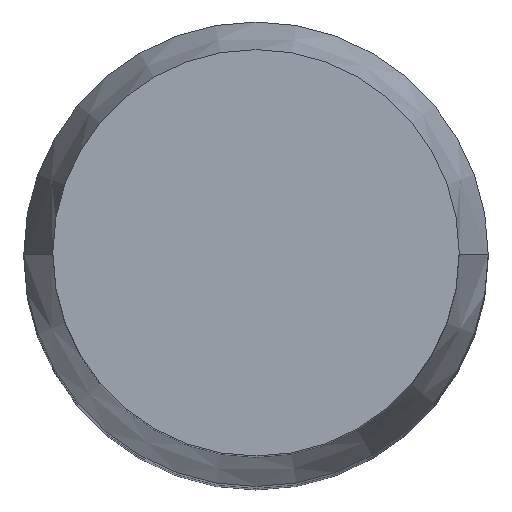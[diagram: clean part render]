
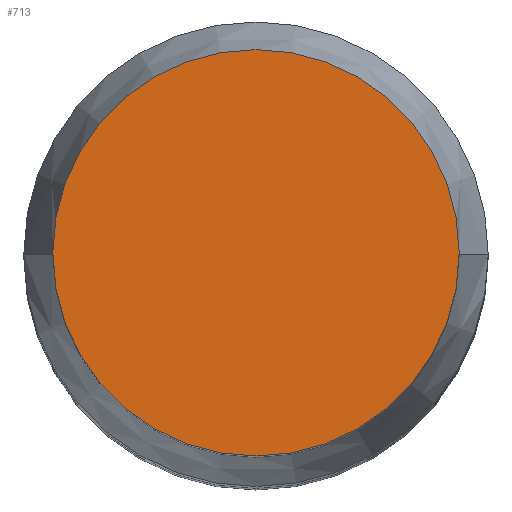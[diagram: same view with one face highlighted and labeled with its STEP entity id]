
A CAD part, top view. The second image highlights one B-rep face of the part: STEP entity #713.
In plain terms, the highlighted planar face has unit normal (0, 0, 1).
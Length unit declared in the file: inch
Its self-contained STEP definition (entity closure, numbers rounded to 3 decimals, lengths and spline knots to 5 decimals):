
#102 = DIRECTION ( 'NONE',  ( 1., 0., 0. ) ) ;
#137 = ORIENTED_EDGE ( 'NONE', *, *, #917, .T. ) ;
#196 = CIRCLE ( 'NONE', #603, 0.1378 ) ;
#232 = PLANE ( 'NONE',  #263 ) ;
#244 = EDGE_CURVE ( 'NONE', #756, #512, #311, .T. ) ;
#263 = AXIS2_PLACEMENT_3D ( 'NONE', #890, #313, #893 ) ;
#274 = EDGE_LOOP ( 'NONE', ( #903, #137 ) ) ;
#308 = FACE_OUTER_BOUND ( 'NONE', #274, .T. ) ;
#311 = CIRCLE ( 'NONE', #869, 0.1378 ) ;
#313 = DIRECTION ( 'NONE',  ( 0., 0., -1. ) ) ;
#423 = DIRECTION ( 'NONE',  ( 0., 0., 1. ) ) ;
#486 = CARTESIAN_POINT ( 'NONE',  ( 0., 0., 0. ) ) ;
#512 = VERTEX_POINT ( 'NONE', #962 ) ;
#603 = AXIS2_PLACEMENT_3D ( 'NONE', #486, #721, #102 ) ;
#608 = CARTESIAN_POINT ( 'NONE',  ( 0.1378, 0., 0. ) ) ;
#713 = ADVANCED_FACE ( 'NONE', ( #308 ), #232, .F. ) ;
#721 = DIRECTION ( 'NONE',  ( 0., 0., 1. ) ) ;
#756 = VERTEX_POINT ( 'NONE', #608 ) ;
#869 = AXIS2_PLACEMENT_3D ( 'NONE', #979, #423, #918 ) ;
#890 = CARTESIAN_POINT ( 'NONE',  ( 0., 0., 0. ) ) ;
#893 = DIRECTION ( 'NONE',  ( 1., 0., 0. ) ) ;
#903 = ORIENTED_EDGE ( 'NONE', *, *, #244, .T. ) ;
#917 = EDGE_CURVE ( 'NONE', #512, #756, #196, .T. ) ;
#918 = DIRECTION ( 'NONE',  ( 1., 0., 0. ) ) ;
#962 = CARTESIAN_POINT ( 'NONE',  ( -0.1378, 0., 0. ) ) ;
#979 = CARTESIAN_POINT ( 'NONE',  ( 0., 0., 0. ) ) ;
